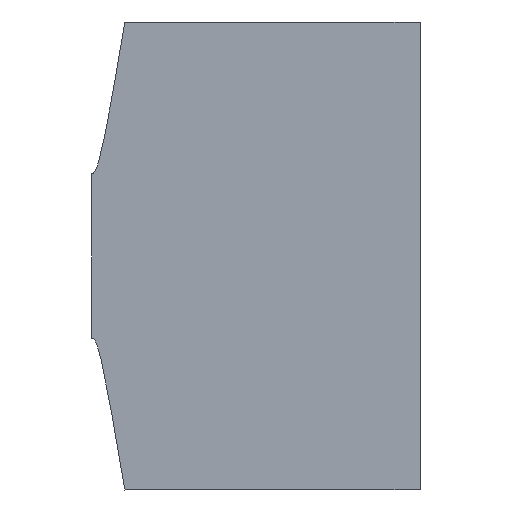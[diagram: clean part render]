
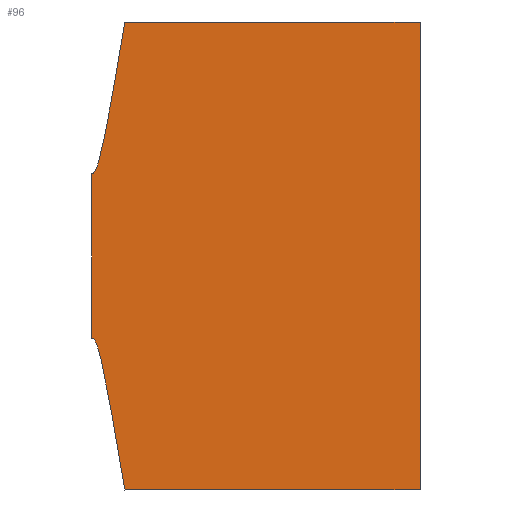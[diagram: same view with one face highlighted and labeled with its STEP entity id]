
A CAD part, top view. The second image highlights one B-rep face of the part: STEP entity #96.
In plain terms, the highlighted planar face has unit normal (0, 0, 1).
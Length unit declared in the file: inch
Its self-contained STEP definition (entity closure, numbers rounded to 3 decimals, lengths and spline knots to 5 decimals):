
#1 = CARTESIAN_POINT ( 'NONE',  ( 0.00032, -0.00619, 0. ) ) ;
#4 = CARTESIAN_POINT ( 'NONE',  ( 0.00048, -0.00698, 0. ) ) ;
#7 = CARTESIAN_POINT ( 'NONE',  ( 0., -0.00036, 0. ) ) ;
#10 = CARTESIAN_POINT ( 'NONE',  ( 0.0007, 0.00248, 0. ) ) ;
#11 = VERTEX_POINT ( 'NONE', #27 ) ;
#13 = FACE_OUTER_BOUND ( 'NONE', #116, .T. ) ;
#14 = EDGE_CURVE ( 'NONE', #11, #90, #112, .T. ) ;
#15 = CARTESIAN_POINT ( 'NONE',  ( 0.00004, -0.00034, 0. ) ) ;
#16 = CARTESIAN_POINT ( 'NONE',  ( 0.00089, 0.00363, 0. ) ) ;
#18 = VECTOR ( 'NONE', #110, 39.37008 ) ;
#19 = CARTESIAN_POINT ( 'NONE',  ( 0.00055, -0.00739, 0. ) ) ;
#20 = CARTESIAN_POINT ( 'NONE',  ( 0.001, -0.00999, 0. ) ) ;
#21 = CARTESIAN_POINT ( 'NONE',  ( 0., -0.00536, 0. ) ) ;
#23 = CARTESIAN_POINT ( 'NONE',  ( 0.00024, 0.00014, 0. ) ) ;
#25 = VERTEX_POINT ( 'NONE', #41 ) ;
#26 = LINE ( 'NONE', #20, #46 ) ;
#27 = CARTESIAN_POINT ( 'NONE',  ( 0.001, 0.00427, 0. ) ) ;
#28 = CARTESIAN_POINT ( 'NONE',  ( 0.00017, -0.00561, 0. ) ) ;
#32 = LINE ( 'NONE', #91, #18 ) ;
#33 = ORIENTED_EDGE ( 'NONE', *, *, #14, .T. ) ;
#34 = CARTESIAN_POINT ( 'NONE',  ( 0.0004, -0.00659, 0. ) ) ;
#37 = PLANE ( 'NONE',  #53 ) ;
#39 = CARTESIAN_POINT ( 'NONE',  ( 0.00001, -0.00536, 0. ) ) ;
#41 = CARTESIAN_POINT ( 'NONE',  ( 0.001, -0.00999, 0. ) ) ;
#42 = CARTESIAN_POINT ( 'NONE',  ( 0.01, 0.00427, 0. ) ) ;
#43 = EDGE_CURVE ( 'NONE', #138, #25, #73, .T. ) ;
#44 = DIRECTION ( 'NONE',  ( 0., 0., 1. ) ) ;
#45 = CARTESIAN_POINT ( 'NONE',  ( 0.00062, 0.00206, 0. ) ) ;
#46 = VECTOR ( 'NONE', #49, 39.37008 ) ;
#49 = DIRECTION ( 'NONE',  ( 1., 0., 0. ) ) ;
#51 = CARTESIAN_POINT ( 'NONE',  ( 0.00048, 0.00127, 0. ) ) ;
#52 = CARTESIAN_POINT ( 'NONE',  ( 0.00001, -0.00036, 0. ) ) ;
#53 = AXIS2_PLACEMENT_3D ( 'NONE', #65, #44, #89 ) ;
#54 = EDGE_CURVE ( 'NONE', #131, #11, #115, .T. ) ;
#55 = CARTESIAN_POINT ( 'NONE',  ( 0.00096, 0.00401, 0. ) ) ;
#56 = CARTESIAN_POINT ( 'NONE',  ( 0.00062, -0.00778, 0. ) ) ;
#57 = EDGE_CURVE ( 'NONE', #72, #131, #32, .T. ) ;
#59 = CARTESIAN_POINT ( 'NONE',  ( 0.00007, -0.0054, 0. ) ) ;
#60 = CARTESIAN_POINT ( 'NONE',  ( 0.00017, -0.00011, 0. ) ) ;
#61 = VECTOR ( 'NONE', #136, 39.37008 ) ;
#63 = ORIENTED_EDGE ( 'NONE', *, *, #57, .T. ) ;
#65 = CARTESIAN_POINT ( 'NONE',  ( 0., 0., 0. ) ) ;
#66 = CARTESIAN_POINT ( 'NONE',  ( 0., -0.00036, 0. ) ) ;
#70 = CARTESIAN_POINT ( 'NONE',  ( 0., -0.00536, 0. ) ) ;
#71 = ORIENTED_EDGE ( 'NONE', *, *, #43, .T. ) ;
#72 = VERTEX_POINT ( 'NONE', #128 ) ;
#73 = B_SPLINE_CURVE_WITH_KNOTS ( 'NONE', 4,
 ( #86, #21, #39, #119, #79, #120, #59, #93, #28, #95, #1, #34, #4, #19, #56, #75, #129, #126, #121, #132, #100, #85 ),
 .UNSPECIFIED., .F., .F.,
 ( 5, 1, 1, 1, 1, 1, 1, 1, 1, 1, 1, 1, 1, 1, 1, 1, 1, 1, 5 ),
 ( 0.02705, 0.02882, 0.03079, 0.03325, 0.03668, 0.04256, 0.05476, 0.08462, 0.15848, 0.23388, 0.30928, 0.38468, 0.46008, 0.53547, 0.61087, 0.68627, 0.76167, 0.83706, 0.91246 ),
 .UNSPECIFIED. ) ;
#74 = ORIENTED_EDGE ( 'NONE', *, *, #125, .T. ) ;
#75 = CARTESIAN_POINT ( 'NONE',  ( 0.0007, -0.0082, 0. ) ) ;
#76 = CARTESIAN_POINT ( 'NONE',  ( 0.00099, 0.00419, 0. ) ) ;
#77 = CARTESIAN_POINT ( 'NONE',  ( 0., -0.00536, 0. ) ) ;
#79 = CARTESIAN_POINT ( 'NONE',  ( 0.00003, -0.00537, 0. ) ) ;
#82 = CARTESIAN_POINT ( 'NONE',  ( 0.0004, 0.00087, 0. ) ) ;
#83 = VECTOR ( 'NONE', #102, 39.37008 ) ;
#84 = CARTESIAN_POINT ( 'NONE',  ( 0.0001, -0.00026, 0. ) ) ;
#85 = CARTESIAN_POINT ( 'NONE',  ( 0.001, -0.00999, 0. ) ) ;
#86 = CARTESIAN_POINT ( 'NONE',  ( 0., -0.00536, 0. ) ) ;
#88 = CARTESIAN_POINT ( 'NONE',  ( 0.00055, 0.00167, 0. ) ) ;
#89 = DIRECTION ( 'NONE',  ( 1., 0., 0. ) ) ;
#90 = VERTEX_POINT ( 'NONE', #66 ) ;
#91 = CARTESIAN_POINT ( 'NONE',  ( 0.01, 0.00427, 0. ) ) ;
#93 = CARTESIAN_POINT ( 'NONE',  ( 0.0001, -0.00546, 0. ) ) ;
#95 = CARTESIAN_POINT ( 'NONE',  ( 0.00024, -0.00586, 0. ) ) ;
#96 = ADVANCED_FACE ( 'NONE', ( #13 ), #37, .T. ) ;
#97 = CARTESIAN_POINT ( 'NONE',  ( 0., -0.00036, 0. ) ) ;
#99 = CARTESIAN_POINT ( 'NONE',  ( 0.00032, 0.00047, 0. ) ) ;
#100 = CARTESIAN_POINT ( 'NONE',  ( 0.00099, -0.0099, 0. ) ) ;
#101 = CARTESIAN_POINT ( 'NONE',  ( 0.00002, -0.00036, 0. ) ) ;
#102 = DIRECTION ( 'NONE',  ( -1., 0., 0. ) ) ;
#103 = EDGE_CURVE ( 'NONE', #90, #138, #137, .T. ) ;
#105 = CARTESIAN_POINT ( 'NONE',  ( 0.00076, 0.00286, 0. ) ) ;
#110 = DIRECTION ( 'NONE',  ( 0., 1., 0. ) ) ;
#112 = B_SPLINE_CURVE_WITH_KNOTS ( 'NONE', 4,
 ( #139, #76, #55, #16, #118, #105, #10, #45, #88, #51, #82, #99, #23, #60, #84, #114, #15, #133, #101, #52, #97, #7 ),
 .UNSPECIFIED., .F., .F.,
 ( 5, 1, 1, 1, 1, 1, 1, 1, 1, 1, 1, 1, 1, 1, 1, 1, 1, 1, 5 ),
 ( 0.02705, 0.10245, 0.17785, 0.25325, 0.32864, 0.40404, 0.47944, 0.55484, 0.63023, 0.70563, 0.78103, 0.8549, 0.88475, 0.89695, 0.90283, 0.90627, 0.90872, 0.91069, 0.91246 ),
 .UNSPECIFIED. ) ;
#114 = CARTESIAN_POINT ( 'NONE',  ( 0.00007, -0.00032, 0. ) ) ;
#115 = LINE ( 'NONE', #134, #83 ) ;
#116 = EDGE_LOOP ( 'NONE', ( #71, #74, #63, #117, #33, #124 ) ) ;
#117 = ORIENTED_EDGE ( 'NONE', *, *, #54, .T. ) ;
#118 = CARTESIAN_POINT ( 'NONE',  ( 0.00084, 0.0033, 0. ) ) ;
#119 = CARTESIAN_POINT ( 'NONE',  ( 0.00002, -0.00536, 0. ) ) ;
#120 = CARTESIAN_POINT ( 'NONE',  ( 0.00004, -0.00538, 0. ) ) ;
#121 = CARTESIAN_POINT ( 'NONE',  ( 0.00089, -0.00935, 0. ) ) ;
#124 = ORIENTED_EDGE ( 'NONE', *, *, #103, .T. ) ;
#125 = EDGE_CURVE ( 'NONE', #25, #72, #26, .T. ) ;
#126 = CARTESIAN_POINT ( 'NONE',  ( 0.00084, -0.00901, 0. ) ) ;
#128 = CARTESIAN_POINT ( 'NONE',  ( 0.01, -0.00999, 0. ) ) ;
#129 = CARTESIAN_POINT ( 'NONE',  ( 0.00076, -0.00857, 0. ) ) ;
#131 = VERTEX_POINT ( 'NONE', #42 ) ;
#132 = CARTESIAN_POINT ( 'NONE',  ( 0.00096, -0.00973, 0. ) ) ;
#133 = CARTESIAN_POINT ( 'NONE',  ( 0.00003, -0.00035, 0. ) ) ;
#134 = CARTESIAN_POINT ( 'NONE',  ( 0.001, 0.00427, 0. ) ) ;
#136 = DIRECTION ( 'NONE',  ( 0., -1., 0. ) ) ;
#137 = LINE ( 'NONE', #70, #61 ) ;
#138 = VERTEX_POINT ( 'NONE', #77 ) ;
#139 = CARTESIAN_POINT ( 'NONE',  ( 0.001, 0.00427, 0. ) ) ;
